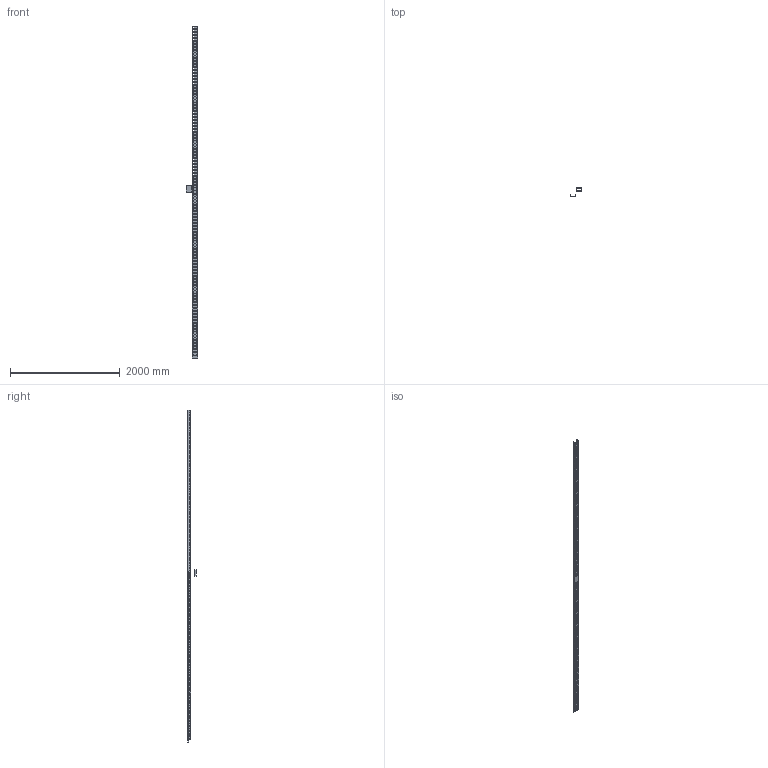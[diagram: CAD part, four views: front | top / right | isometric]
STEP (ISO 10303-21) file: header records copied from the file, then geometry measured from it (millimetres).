
FILE_DESCRIPTION((''),'2;1');
FILE_NAME('Canal.stp','2018-09-11T03:38:16',('Mikes'),(''),'Autodesk Inventor 2010','Autodesk Inventor 2010','');
FILE_SCHEMA(('AUTOMOTIVE_DESIGN { 1 0 10303 214 1 1 1 1 }'));
Length unit declared in the file: millimetre
Products named in the file (4): Canal; channel; Joint; top cap
Assembly tree (5 placements, depth 2):
  Canal
    channel  x2
    Joint  x2
    top cap
Bounding box: 208.62 x 151.71 x 6051.71 mm (x, y, z)
Volume: 1225513.4 mm3; surface area: 3337680.6 mm2
Topology: 5 solids, 5 shells, 2614 faces, 7524 edges, 4936 vertices
Faces by surface type: plane 1428, cylinder 1044, bspline 126, torus 16
Full cylindrical faces by diameter (mm): 3 x120
Entity records: 47650 total; most frequent: CARTESIAN_POINT 9314, DIRECTION 7716, ORIENTED_EDGE 7688, EDGE_CURVE 3844, VERTEX_POINT 2600, VECTOR 2588, LINE 2588, AXIS2_PLACEMENT_3D 2564
